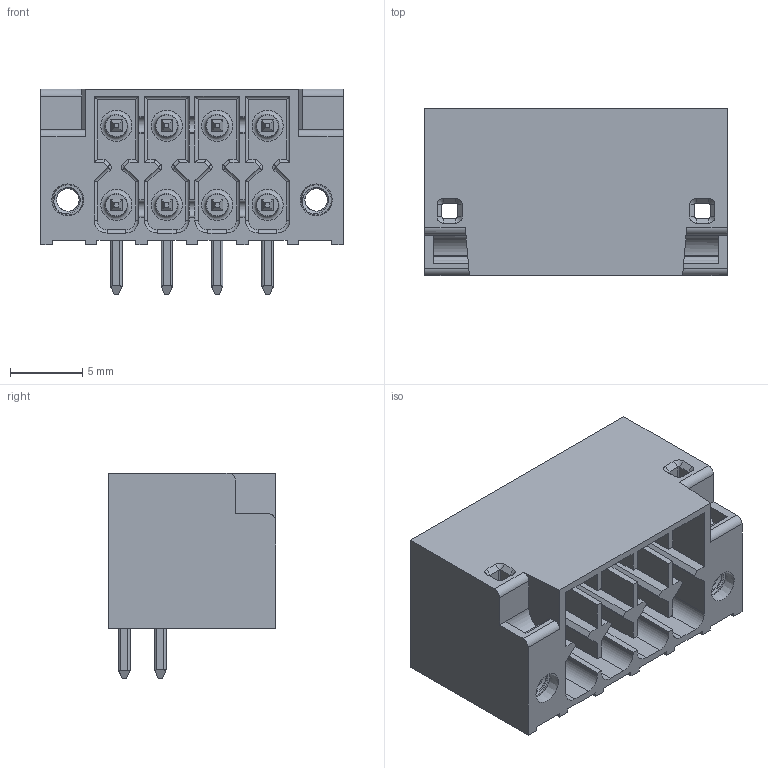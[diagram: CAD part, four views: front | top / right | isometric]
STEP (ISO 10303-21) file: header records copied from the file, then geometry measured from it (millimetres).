
FILE_DESCRIPTION(/* description */ ('Unknown'),/* implementation_level */ '2;1');
FILE_NAME(/* name */ '691378140008',/* time_stamp */ '2024-07-23T16:26:38+02:00',/* author */ ('Unknown'),/* organization */ ('Unknown'),/* preprocessor_version */ 'ST-DEVELOPER v19.4',/* originating_system */ 'Solid Edge',/* authorisation */ 'Unknown');
FILE_SCHEMA (('AUTOMOTIVE_DESIGN {1 0 10303 214 3 1 1}'));
Length unit declared in the file: millimetre
Products named in the file (6): 6913781400xx; 691378140008; 691378110008_Insert; 6913781100xx_Upper Contact; 6913781100xx_Lower Contact; 6913781400xx_Nut
Assembly tree (12 placements, depth 2):
  6913781400xx
    691378140008
    691378110008_Insert
    6913781100xx_Upper Contact  x4
    6913781100xx_Lower Contact  x4
    6913781400xx_Nut  x2
Bounding box: 21 x 11.6 x 14.3 mm (x, y, z)
Volume: 1197.5 mm3; surface area: 3576.2 mm2
Topology: 12 solids, 12 shells, 1234 faces, 3172 edges, 1962 vertices
Faces by surface type: plane 846, cylinder 308, torus 56, cone 20, bspline 4
Entity records: 26946 total; most frequent: CARTESIAN_POINT 5722, ORIENTED_EDGE 4458, DIRECTION 4208, EDGE_CURVE 2229, LINE 1858, VECTOR 1858, VERTEX_POINT 1422, AXIS2_PLACEMENT_3D 1175
